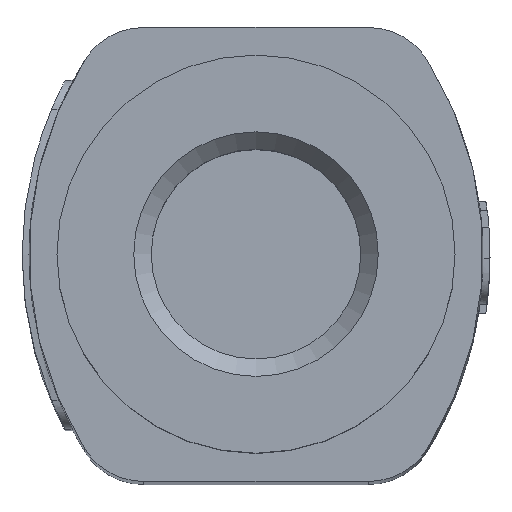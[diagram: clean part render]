
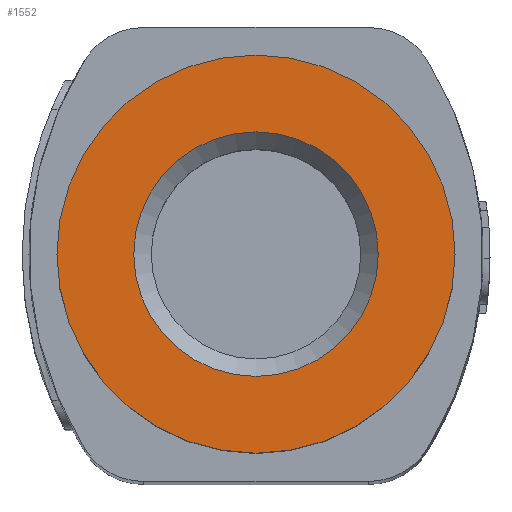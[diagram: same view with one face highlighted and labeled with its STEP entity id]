
A CAD part, top view. The second image highlights one B-rep face of the part: STEP entity #1552.
In plain terms, the highlighted planar face has unit normal (0, 0, 1).
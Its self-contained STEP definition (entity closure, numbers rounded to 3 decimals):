
#358=FACE_BOUND('',#496,.T.);
#396=FACE_OUTER_BOUND('',#495,.T.);
#495=EDGE_LOOP('',(#1065));
#496=EDGE_LOOP('',(#1066));
#624=CIRCLE('',#1653,5.7);
#625=CIRCLE('',#1655,3.5);
#670=VERTEX_POINT('',#2168);
#671=VERTEX_POINT('',#2171);
#830=EDGE_CURVE('',#670,#670,#624,.T.);
#831=EDGE_CURVE('',#671,#671,#625,.T.);
#1065=ORIENTED_EDGE('',*,*,#830,.F.);
#1066=ORIENTED_EDGE('',*,*,#831,.T.);
#1521=PLANE('',#1654);
#1552=ADVANCED_FACE('',(#396,#358),#1521,.F.);
#1653=AXIS2_PLACEMENT_3D('',#2169,#1804,#1805);
#1654=AXIS2_PLACEMENT_3D('',#2170,#1806,#1807);
#1655=AXIS2_PLACEMENT_3D('',#2172,#1808,#1809);
#1804=DIRECTION('center_axis',(0.,0.,-1.));
#1805=DIRECTION('ref_axis',(1.,0.,0.));
#1806=DIRECTION('center_axis',(0.,0.,-1.));
#1807=DIRECTION('ref_axis',(-1.,0.,0.));
#1808=DIRECTION('center_axis',(0.,0.,-1.));
#1809=DIRECTION('ref_axis',(1.,0.,0.));
#2168=CARTESIAN_POINT('',(-5.7,0.,30.4));
#2169=CARTESIAN_POINT('Origin',(0.,0.,30.4));
#2170=CARTESIAN_POINT('Origin',(-3.5,0.,30.4));
#2171=CARTESIAN_POINT('',(-3.5,0.,30.4));
#2172=CARTESIAN_POINT('Origin',(0.,0.,30.4));
